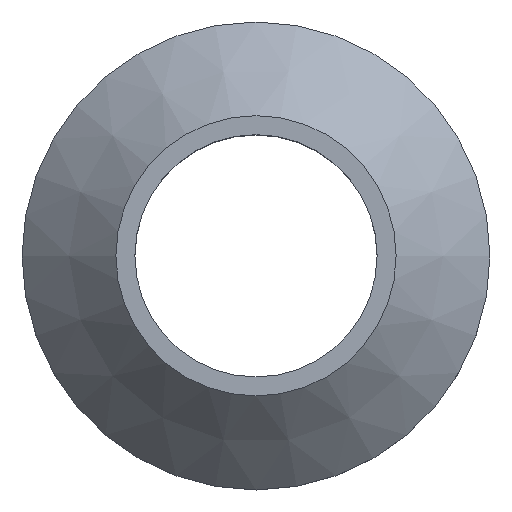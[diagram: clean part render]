
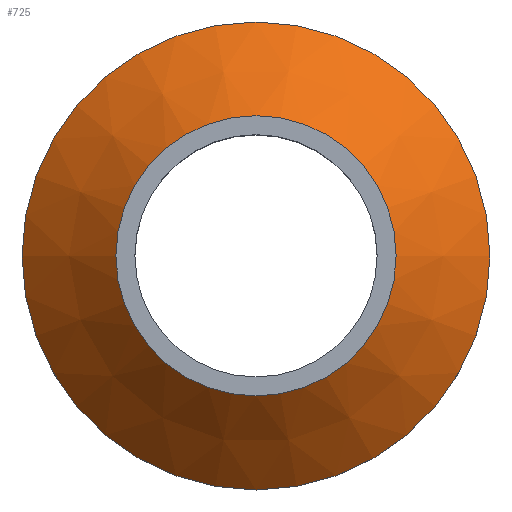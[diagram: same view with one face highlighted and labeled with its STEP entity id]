
A CAD part, top view. The second image highlights one B-rep face of the part: STEP entity #725.
In plain terms, the highlighted conical face has half-angle 46.109 degrees and reference radius 3.938 mm.
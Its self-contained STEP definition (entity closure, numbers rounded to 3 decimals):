
#28=CONICAL_SURFACE('',#789,3.938,0.805);
#63=FACE_OUTER_BOUND('',#107,.T.);
#107=EDGE_LOOP('',(#623,#624,#625,#626,#627));
#124=CIRCLE('',#782,4.925);
#125=CIRCLE('',#783,4.925);
#127=CIRCLE('',#787,2.95);
#223=LINE('',#3036,#256);
#256=VECTOR('',#918,3.938);
#320=VERTEX_POINT('',#1898);
#321=VERTEX_POINT('',#1899);
#326=VERTEX_POINT('',#3031);
#417=EDGE_CURVE('',#320,#321,#124,.T.);
#419=EDGE_CURVE('',#321,#320,#125,.T.);
#429=EDGE_CURVE('',#326,#326,#127,.T.);
#431=EDGE_CURVE('',#321,#326,#223,.T.);
#623=ORIENTED_EDGE('',*,*,#417,.T.);
#624=ORIENTED_EDGE('',*,*,#431,.T.);
#625=ORIENTED_EDGE('',*,*,#429,.T.);
#626=ORIENTED_EDGE('',*,*,#431,.F.);
#627=ORIENTED_EDGE('',*,*,#419,.T.);
#725=ADVANCED_FACE('',(#63),#28,.T.);
#782=AXIS2_PLACEMENT_3D('',#1900,#901,#902);
#783=AXIS2_PLACEMENT_3D('',#1902,#904,#905);
#787=AXIS2_PLACEMENT_3D('',#3032,#912,#913);
#789=AXIS2_PLACEMENT_3D('',#3035,#916,#917);
#901=DIRECTION('center_axis',(0.,0.,1.));
#902=DIRECTION('ref_axis',(-1.,0.,0.));
#904=DIRECTION('center_axis',(0.,0.,1.));
#905=DIRECTION('ref_axis',(-1.,0.,0.));
#912=DIRECTION('center_axis',(0.,0.,-1.));
#913=DIRECTION('ref_axis',(1.,0.,0.));
#916=DIRECTION('center_axis',(0.,0.,-1.));
#917=DIRECTION('ref_axis',(1.,0.,0.));
#918=DIRECTION('',(0.721,0.,0.693));
#1898=CARTESIAN_POINT('',(4.925,0.,11.2));
#1899=CARTESIAN_POINT('',(-4.925,0.,11.2));
#1900=CARTESIAN_POINT('Origin',(0.,0.,11.2));
#1902=CARTESIAN_POINT('Origin',(0.,0.,11.2));
#3031=CARTESIAN_POINT('',(-2.95,0.,13.1));
#3032=CARTESIAN_POINT('Origin',(0.,0.,
13.1));
#3035=CARTESIAN_POINT('Origin',(0.,0.,
12.15));
#3036=CARTESIAN_POINT('',(-3.938,0.,12.15));
